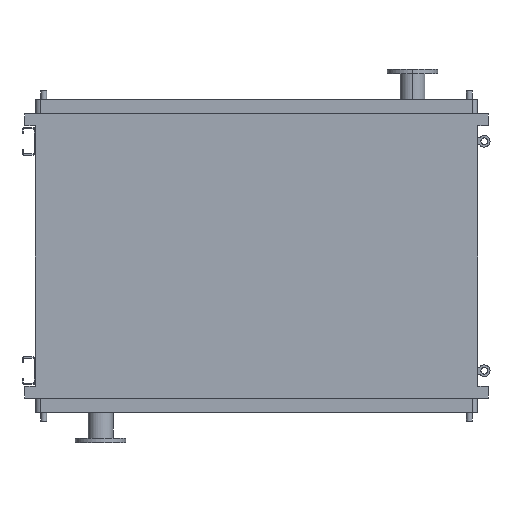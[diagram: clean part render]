
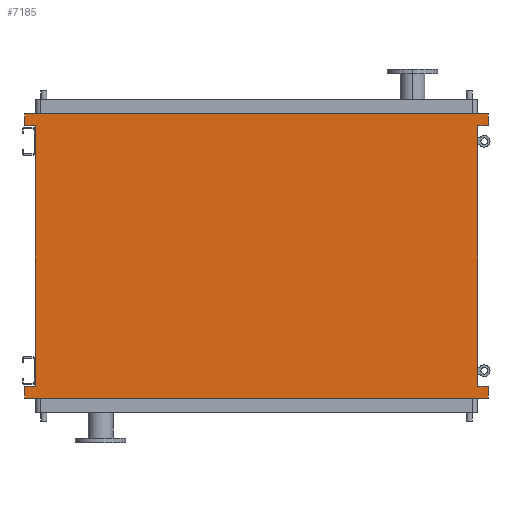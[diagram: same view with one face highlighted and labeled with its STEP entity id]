
A CAD part, front view. The second image highlights one B-rep face of the part: STEP entity #7185.
In plain terms, the highlighted planar face has unit normal (0, -1, 0).
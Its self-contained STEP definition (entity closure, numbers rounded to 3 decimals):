
#16 = DIRECTION ( 'NONE',  ( 0., 0., 1. ) ) ;
#158 = DIRECTION ( 'NONE',  ( 1., 0., 0. ) ) ;
#190 = DIRECTION ( 'NONE',  ( -1., 0., 0. ) ) ;
#205 = CARTESIAN_POINT ( 'NONE',  ( 1011., 0., -1093. ) ) ;
#260 = DIRECTION ( 'NONE',  ( 0., 0., -1. ) ) ;
#421 = DIRECTION ( 'NONE',  ( -1., 0., 0. ) ) ;
#580 = LINE ( 'NONE', #3582, #1668 ) ;
#607 = CARTESIAN_POINT ( 'NONE',  ( 1011., 0., -1145. ) ) ;
#612 = LINE ( 'NONE', #4384, #5930 ) ;
#690 = CARTESIAN_POINT ( 'NONE',  ( -1011., 0., -1093. ) ) ;
#774 = VERTEX_POINT ( 'NONE', #8191 ) ;
#865 = DIRECTION ( 'NONE',  ( 0., -1., 0. ) ) ;
#966 = EDGE_CURVE ( 'NONE', #7620, #4594, #4698, .T. ) ;
#1154 = CARTESIAN_POINT ( 'NONE',  ( -1011., 0., 43. ) ) ;
#1159 = DIRECTION ( 'NONE',  ( 0., 0., -1. ) ) ;
#1382 = ORIENTED_EDGE ( 'NONE', *, *, #4352, .F. ) ;
#1463 = CARTESIAN_POINT ( 'NONE',  ( 1011., 0., -1093. ) ) ;
#1480 = LINE ( 'NONE', #690, #1855 ) ;
#1558 = VERTEX_POINT ( 'NONE', #5781 ) ;
#1606 = LINE ( 'NONE', #8007, #5630 ) ;
#1644 = EDGE_LOOP ( 'NONE', ( #4300, #2564, #5014, #6663, #4034, #2124, #1382, #3636, #7715, #4474, #4965, #4616 ) ) ;
#1668 = VECTOR ( 'NONE', #421, 1000. ) ;
#1855 = VECTOR ( 'NONE', #158, 1000. ) ;
#1904 = VERTEX_POINT ( 'NONE', #2990 ) ;
#1960 = VECTOR ( 'NONE', #8197, 1000. ) ;
#2012 = VERTEX_POINT ( 'NONE', #5855 ) ;
#2124 = ORIENTED_EDGE ( 'NONE', *, *, #2310, .F. ) ;
#2233 = CARTESIAN_POINT ( 'NONE',  ( 1011., 0., 95. ) ) ;
#2234 = EDGE_CURVE ( 'NONE', #7620, #8124, #7032, .T. ) ;
#2310 = EDGE_CURVE ( 'NONE', #1558, #4954, #4507, .T. ) ;
#2321 = EDGE_CURVE ( 'NONE', #2012, #7841, #1480, .T. ) ;
#2564 = ORIENTED_EDGE ( 'NONE', *, *, #6476, .F. ) ;
#2581 = CARTESIAN_POINT ( 'NONE',  ( -965., 0., -1050. ) ) ;
#2782 = VECTOR ( 'NONE', #190, 1000. ) ;
#2809 = DIRECTION ( 'NONE',  ( 1., 0., 0. ) ) ;
#2825 = LINE ( 'NONE', #1463, #3656 ) ;
#2981 = EDGE_CURVE ( 'NONE', #5038, #6280, #580, .T. ) ;
#2990 = CARTESIAN_POINT ( 'NONE',  ( -1011., 0., 95. ) ) ;
#3095 = CARTESIAN_POINT ( 'NONE',  ( 965., 0., 43. ) ) ;
#3232 = EDGE_CURVE ( 'NONE', #4594, #5038, #2825, .T. ) ;
#3506 = CARTESIAN_POINT ( 'NONE',  ( 965., 0., -1093. ) ) ;
#3582 = CARTESIAN_POINT ( 'NONE',  ( 1011., 0., -1145. ) ) ;
#3588 = EDGE_CURVE ( 'NONE', #6280, #2012, #5137, .T. ) ;
#3636 = ORIENTED_EDGE ( 'NONE', *, *, #2321, .F. ) ;
#3648 = EDGE_CURVE ( 'NONE', #1904, #6410, #1606, .T. ) ;
#3656 = VECTOR ( 'NONE', #260, 1000. ) ;
#3706 = VECTOR ( 'NONE', #7689, 1000. ) ;
#3972 = CARTESIAN_POINT ( 'NONE',  ( -1011., 0., 43. ) ) ;
#3991 = CARTESIAN_POINT ( 'NONE',  ( 965., 0., 43. ) ) ;
#4034 = ORIENTED_EDGE ( 'NONE', *, *, #7376, .F. ) ;
#4125 = DIRECTION ( 'NONE',  ( 1., 0., 0. ) ) ;
#4300 = ORIENTED_EDGE ( 'NONE', *, *, #2234, .T. ) ;
#4352 = EDGE_CURVE ( 'NONE', #7841, #1558, #6446, .T. ) ;
#4384 = CARTESIAN_POINT ( 'NONE',  ( 1011., 0., 43. ) ) ;
#4474 = ORIENTED_EDGE ( 'NONE', *, *, #2981, .F. ) ;
#4507 = LINE ( 'NONE', #3972, #2782 ) ;
#4585 = CARTESIAN_POINT ( 'NONE',  ( 965., 0., -1050. ) ) ;
#4594 = VERTEX_POINT ( 'NONE', #205 ) ;
#4602 = FACE_OUTER_BOUND ( 'NONE', #1644, .T. ) ;
#4616 = ORIENTED_EDGE ( 'NONE', *, *, #966, .F. ) ;
#4628 = CARTESIAN_POINT ( 'NONE',  ( -1011., 0., -1145. ) ) ;
#4698 = LINE ( 'NONE', #3506, #5945 ) ;
#4954 = VERTEX_POINT ( 'NONE', #1154 ) ;
#4965 = ORIENTED_EDGE ( 'NONE', *, *, #3232, .F. ) ;
#5014 = ORIENTED_EDGE ( 'NONE', *, *, #7473, .F. ) ;
#5038 = VERTEX_POINT ( 'NONE', #607 ) ;
#5137 = LINE ( 'NONE', #4628, #7600 ) ;
#5499 = LINE ( 'NONE', #3095, #7226 ) ;
#5630 = VECTOR ( 'NONE', #4125, 1000. ) ;
#5722 = CARTESIAN_POINT ( 'NONE',  ( -1011., 0., 95. ) ) ;
#5781 = CARTESIAN_POINT ( 'NONE',  ( -965., 0., 43. ) ) ;
#5849 = CARTESIAN_POINT ( 'NONE',  ( 965., 0., -1093. ) ) ;
#5855 = CARTESIAN_POINT ( 'NONE',  ( -1011., 0., -1093. ) ) ;
#5930 = VECTOR ( 'NONE', #1159, 1000. ) ;
#5945 = VECTOR ( 'NONE', #2809, 1000. ) ;
#6261 = LINE ( 'NONE', #5722, #1960 ) ;
#6280 = VERTEX_POINT ( 'NONE', #7038 ) ;
#6410 = VERTEX_POINT ( 'NONE', #2233 ) ;
#6446 = LINE ( 'NONE', #2581, #7205 ) ;
#6476 = EDGE_CURVE ( 'NONE', #774, #8124, #5499, .T. ) ;
#6540 = DIRECTION ( 'NONE',  ( 0., 0., 1. ) ) ;
#6551 = PLANE ( 'NONE',  #7756 ) ;
#6663 = ORIENTED_EDGE ( 'NONE', *, *, #3648, .F. ) ;
#6866 = DIRECTION ( 'NONE',  ( -1., 0., 0. ) ) ;
#7032 = LINE ( 'NONE', #4585, #3706 ) ;
#7038 = CARTESIAN_POINT ( 'NONE',  ( -1011., 0., -1145. ) ) ;
#7185 = ADVANCED_FACE ( 'NONE', ( #4602 ), #6551, .T. ) ;
#7205 = VECTOR ( 'NONE', #16, 1000. ) ;
#7226 = VECTOR ( 'NONE', #6866, 1000. ) ;
#7289 = DIRECTION ( 'NONE',  ( 0., 0., -1. ) ) ;
#7376 = EDGE_CURVE ( 'NONE', #4954, #1904, #6261, .T. ) ;
#7473 = EDGE_CURVE ( 'NONE', #6410, #774, #612, .T. ) ;
#7600 = VECTOR ( 'NONE', #6540, 1000. ) ;
#7620 = VERTEX_POINT ( 'NONE', #5849 ) ;
#7689 = DIRECTION ( 'NONE',  ( 0., 0., 1. ) ) ;
#7715 = ORIENTED_EDGE ( 'NONE', *, *, #3588, .F. ) ;
#7756 = AXIS2_PLACEMENT_3D ( 'NONE', #7785, #865, #7289 ) ;
#7785 = CARTESIAN_POINT ( 'NONE',  ( -965., 0., -1050. ) ) ;
#7841 = VERTEX_POINT ( 'NONE', #7892 ) ;
#7892 = CARTESIAN_POINT ( 'NONE',  ( -965., 0., -1093. ) ) ;
#8007 = CARTESIAN_POINT ( 'NONE',  ( 1011., 0., 95. ) ) ;
#8124 = VERTEX_POINT ( 'NONE', #3991 ) ;
#8191 = CARTESIAN_POINT ( 'NONE',  ( 1011., 0., 43. ) ) ;
#8197 = DIRECTION ( 'NONE',  ( 0., 0., 1. ) ) ;
